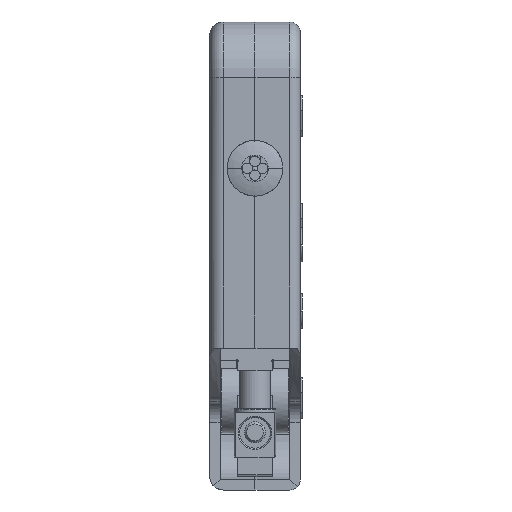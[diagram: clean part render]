
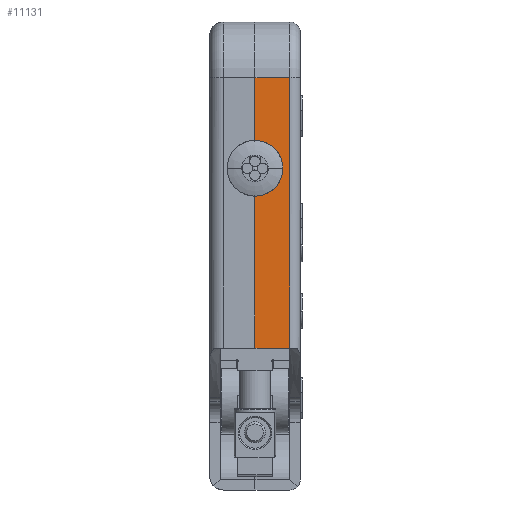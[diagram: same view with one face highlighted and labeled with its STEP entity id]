
A CAD part, left-side view. The second image highlights one B-rep face of the part: STEP entity #11131.
In plain terms, the highlighted planar face has unit normal (-1, 0, 0).
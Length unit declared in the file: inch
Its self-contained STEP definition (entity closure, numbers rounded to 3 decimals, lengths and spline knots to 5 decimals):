
#649=FACE_OUTER_BOUND('',#1289,.T.);
#1289=EDGE_LOOP('',(#7619,#7620,#7621,#7622,#7623,#7624));
#2040=LINE('',#16662,#3009);
#2041=LINE('',#16678,#3010);
#2066=LINE('',#16761,#3035);
#2074=LINE('',#16780,#3043);
#2075=LINE('',#16781,#3044);
#3009=VECTOR('',#13364,0.19685);
#3010=VECTOR('',#13371,1.52844);
#3035=VECTOR('',#13452,0.19685);
#3043=VECTOR('',#13470,0.41339);
#3044=VECTOR('',#13471,0.9182);
#3853=CIRCLE('',#11876,0.09843);
#4471=VERTEX_POINT('',#16658);
#4472=VERTEX_POINT('',#16660);
#4474=VERTEX_POINT('',#16677);
#4488=VERTEX_POINT('',#16760);
#4493=VERTEX_POINT('',#16774);
#4494=VERTEX_POINT('',#16775);
#5611=EDGE_CURVE('',#4472,#4471,#2040,.T.);
#5614=EDGE_CURVE('',#4474,#4471,#2041,.T.);
#5648=EDGE_CURVE('',#4488,#4474,#2066,.T.);
#5655=EDGE_CURVE('',#4493,#4494,#3853,.T.);
#5658=EDGE_CURVE('',#4493,#4472,#2074,.T.);
#5659=EDGE_CURVE('',#4488,#4494,#2075,.T.);
#7619=ORIENTED_EDGE('',*,*,#5614,.T.);
#7620=ORIENTED_EDGE('',*,*,#5611,.F.);
#7621=ORIENTED_EDGE('',*,*,#5658,.F.);
#7622=ORIENTED_EDGE('',*,*,#5655,.T.);
#7623=ORIENTED_EDGE('',*,*,#5659,.F.);
#7624=ORIENTED_EDGE('',*,*,#5648,.T.);
#10133=PLANE('',#11877);
#11131=ADVANCED_FACE('',(#649),#10133,.F.);
#11876=AXIS2_PLACEMENT_3D('',#16776,#13464,#13465);
#11877=AXIS2_PLACEMENT_3D('',#16779,#13468,#13469);
#13364=DIRECTION('',(0.,-1.,0.));
#13371=DIRECTION('',(0.,0.,1.));
#13452=DIRECTION('',(0.,-1.,0.));
#13464=DIRECTION('center_axis',(1.,0.,0.));
#13465=DIRECTION('ref_axis',(0.,0.,1.));
#13468=DIRECTION('center_axis',(1.,0.,0.));
#13469=DIRECTION('ref_axis',(0.,0.,1.));
#13470=DIRECTION('',(0.,0.,1.));
#13471=DIRECTION('',(0.,0.,1.));
#16658=CARTESIAN_POINT('',(-1.43112,-0.19685,1.00787));
#16660=CARTESIAN_POINT('',(-1.43112,0.,1.00787));
#16662=CARTESIAN_POINT('',(-1.43112,0.,1.00787));
#16677=CARTESIAN_POINT('',(-1.43112,-0.19685,-0.52056));
#16678=CARTESIAN_POINT('',(-1.43112,-0.19685,-0.52056));
#16760=CARTESIAN_POINT('',(-1.43112,0.,-0.52056));
#16761=CARTESIAN_POINT('',(-1.43112,0.,-0.52056));
#16774=CARTESIAN_POINT('',(-1.43112,0.,0.59449));
#16775=CARTESIAN_POINT('',(-1.43112,0.,0.39764));
#16776=CARTESIAN_POINT('Origin',(-1.43112,0.,0.49606));
#16779=CARTESIAN_POINT('Origin',(-1.43112,-0.12795,0.24366));
#16780=CARTESIAN_POINT('',(-1.43112,0.,0.59449));
#16781=CARTESIAN_POINT('',(-1.43112,0.,-0.52056));
